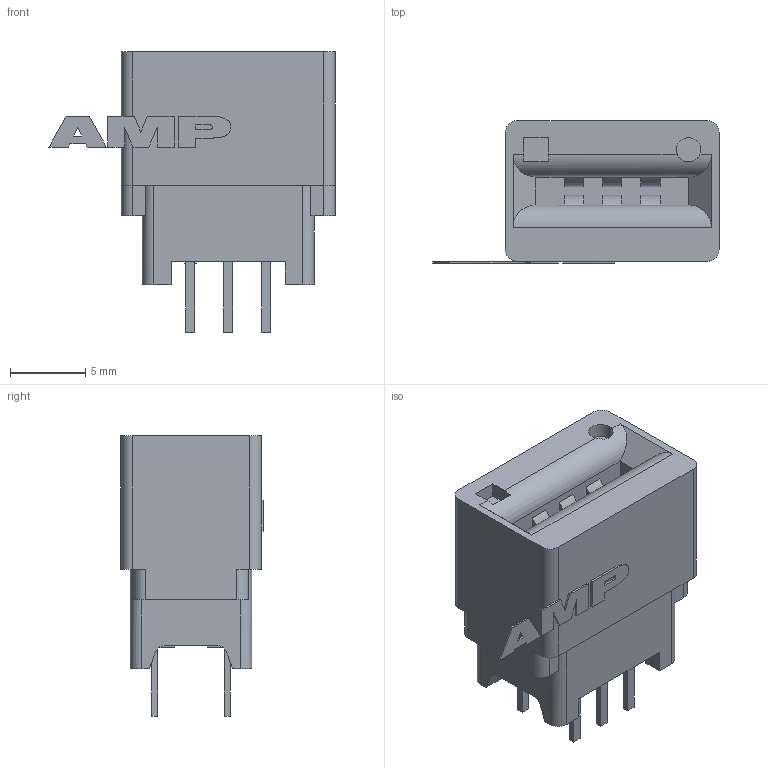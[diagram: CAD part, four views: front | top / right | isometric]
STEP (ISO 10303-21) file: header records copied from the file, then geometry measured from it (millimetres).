
FILE_DESCRIPTION((''),'2;1');
FILE_NAME('C-7-5530843-7','2009-09-25T',('workeradm'),(''),'PRO/ENGINEER BY PARAMETRIC TECHNOLOGY CORPORATION, 2008380','PRO/ENGINEER BY PARAMETRIC TECHNOLOGY CORPORATION, 2008380','');
FILE_SCHEMA(('AUTOMOTIVE_DESIGN { 1 0 10303 214 1 1 1 1 }'));
Length unit declared in the file: millimetre
Products named in the file (1): C-7-5530843-7
Bounding box: 19.05 x 9.47 x 18.67 mm (x, y, z)
Volume: 1558 mm3; surface area: 1212.5 mm2
Topology: 2 solids, 2 shells, 195 faces, 534 edges, 354 vertices
Faces by surface type: plane 160, cylinder 33, extrusion 2
Entity records: 6245 total; most frequent: CARTESIAN_POINT 1172, ORIENTED_EDGE 1068, DIRECTION 982, EDGE_CURVE 534, VECTOR 458, LINE 456, VERTEX_POINT 354, AXIS2_PLACEMENT_3D 262
